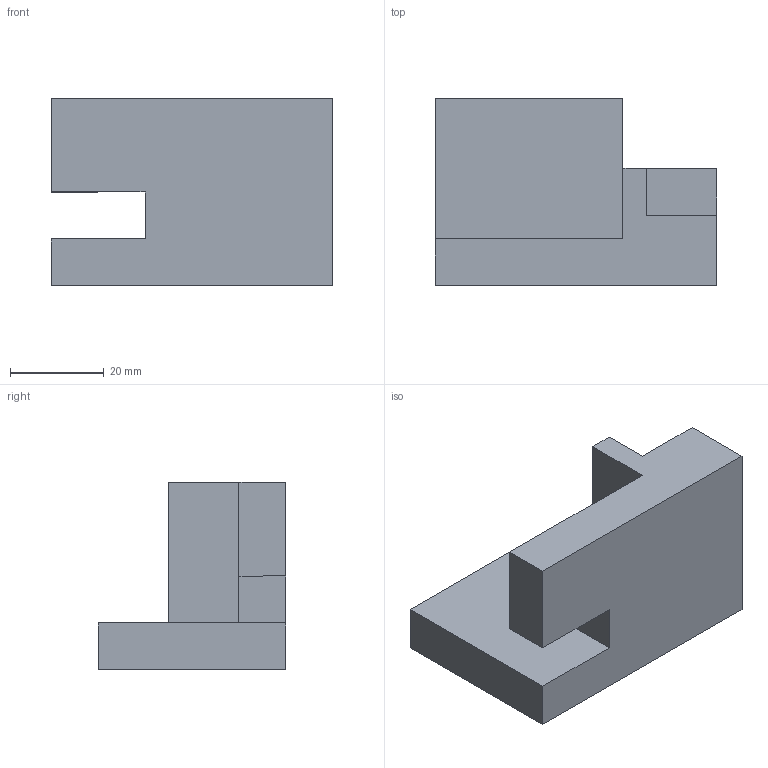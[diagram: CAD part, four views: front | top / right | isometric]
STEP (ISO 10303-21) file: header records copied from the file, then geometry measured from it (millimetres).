
FILE_DESCRIPTION (( 'STEP AP203' ), '1' );
FILE_NAME ('Peça I .STEP', '2023-12-08T09:58:24', ( '' ), ( '' ), 'SwSTEP 2.0', 'SolidWorks 2017', '' );
FILE_SCHEMA (( 'CONFIG_CONTROL_DESIGN' ));
Length unit declared in the file: millimetre
Products named in the file (1): Pe蓷 I 
Bounding box: 60 x 40 x 40 mm (x, y, z)
Volume: 43000 mm3; surface area: 11300 mm2
Topology: 1 solids, 1 shells, 17 faces, 44 edges, 29 vertices
Faces by surface type: plane 17
Entity records: 587 total; most frequent: CARTESIAN_POINT 91, ORIENTED_EDGE 88, DIRECTION 80, VECTOR 44, EDGE_CURVE 44, LINE 44, VERTEX_POINT 29, AXIS2_PLACEMENT_3D 18
